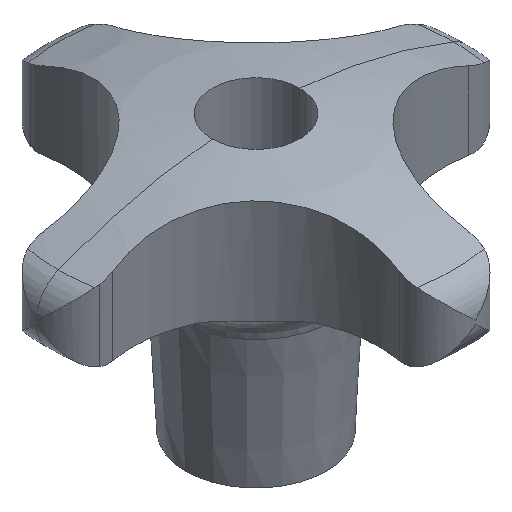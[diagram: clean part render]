
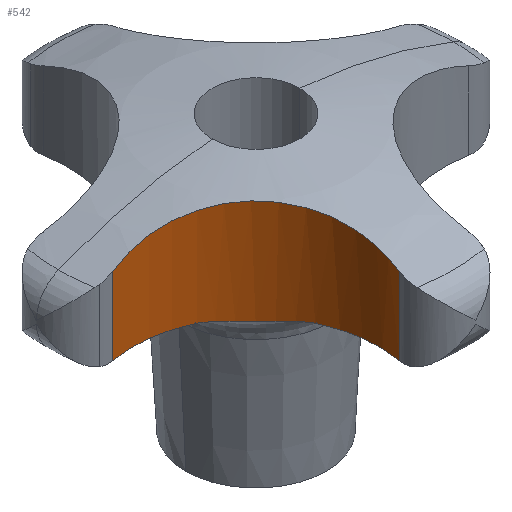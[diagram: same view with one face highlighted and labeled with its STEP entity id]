
A CAD part, isometric view. The second image highlights one B-rep face of the part: STEP entity #542.
In plain terms, the highlighted cylindrical face has radius 28 mm (diameter 56 mm), a partial arc.
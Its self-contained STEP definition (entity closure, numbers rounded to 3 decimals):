
#238=VERTEX_POINT('',#682);
#318=VERTEX_POINT('',#769);
#328=EDGE_CURVE('',#318,#504,#779,.T.);
#412=EDGE_CURVE('',#238,#504,#871,.T.);
#476=EDGE_CURVE('',#318,#536,#940,.T.);
#482=EDGE_CURVE('',#536,#558,#947,.T.);
#504=VERTEX_POINT('',#973);
#536=VERTEX_POINT('',#1010);
#540=EDGE_CURVE('',#558,#588,#1014,.T.);
#542=ADVANCED_FACE('',(#1016),#1017,.F.);
#558=VERTEX_POINT('',#1035);
#570=EDGE_CURVE('',#588,#238,#1047,.T.);
#588=VERTEX_POINT('',#1066);
#682=CARTESIAN_POINT('',(-40.531,-7.864,55.674));
#769=CARTESIAN_POINT('',(-7.864,-40.531,38.0));
#779=LINE('',#1331,#1332);
#871=B_SPLINE_CURVE_WITH_KNOTS('',3,(#1556,#1557,#1558,#1559,#1560,#1561,#1562,#1563,#1564,#1565,#1566,#1567,#1568,#1569,#1570,#1571,#1572,#1573,#1574,#1575,#1576,#1577,#1578,#1579,#1580,#1581,#1582,#1583,#1584,#1585,#1586,#1587,#1588,#1589,#1590,#1591,#1592,#1593),.UNSPECIFIED.,.F.,.F.,(4,2,2,2,2,2,2,2,2,2,2,2,2,2,2,2,2,2,4),(48.185,51.308,54.431,57.554,60.677,63.799,66.922,70.045,73.168,76.266,79.363,82.46,85.558,88.655,91.753,94.85,97.948,101.239,102.162),.UNSPECIFIED.);
#940=CIRCLE('',#1768,28.);
#947=B_SPLINE_CURVE_WITH_KNOTS('',3,(#1776,#1777,#1778,#1779,#1780,#1781,#1782,#1783,#1784,#1785,#1786,#1787,#1788,#1789,#1790,#1791),.UNSPECIFIED.,.F.,.F.,(4,2,2,2,2,2,2,4),(-22.311,-19.198,-15.542,-13.652,-12.169,-10.542,-7.957,-2.823),.UNSPECIFIED.);
#973=CARTESIAN_POINT('',(-7.864,-40.531,55.674));
#1010=CARTESIAN_POINT('',(-10.017,-23.541,38.0));
#1014=CIRCLE('',#1907,28.);
#1016=FACE_OUTER_BOUND('',#1909,.T.);
#1017=CYLINDRICAL_SURFACE('',#1910,28.);
#1035=CARTESIAN_POINT('',(-23.541,-10.017,38.0));
#1047=LINE('',#2016,#2017);
#1066=CARTESIAN_POINT('',(-40.531,-7.864,38.0));
#1331=CARTESIAN_POINT('',(-7.864,-40.531,0.));
#1332=VECTOR('',#2420,1.0);
#1556=CARTESIAN_POINT('',(-40.531,-7.864,55.674));
#1557=CARTESIAN_POINT('',(-39.57,-7.684,56.032));
#1558=CARTESIAN_POINT('',(-38.58,-7.552,56.383));
#1559=CARTESIAN_POINT('',(-36.561,-7.394,57.06));
#1560=CARTESIAN_POINT('',(-35.532,-7.369,57.387));
#1561=CARTESIAN_POINT('',(-33.457,-7.435,58.006));
#1562=CARTESIAN_POINT('',(-32.411,-7.526,58.3));
#1563=CARTESIAN_POINT('',(-30.323,-7.829,58.846));
#1564=CARTESIAN_POINT('',(-29.281,-8.041,59.1));
#1565=CARTESIAN_POINT('',(-27.222,-8.583,59.561));
#1566=CARTESIAN_POINT('',(-26.204,-8.915,59.769));
#1567=CARTESIAN_POINT('',(-24.211,-9.692,60.137));
#1568=CARTESIAN_POINT('',(-23.236,-10.139,60.296));
#1569=CARTESIAN_POINT('',(-21.349,-11.138,60.564));
#1570=CARTESIAN_POINT('',(-20.436,-11.69,60.673));
#1571=CARTESIAN_POINT('',(-18.69,-12.886,60.838));
#1572=CARTESIAN_POINT('',(-17.856,-13.53,60.895));
#1573=CARTESIAN_POINT('',(-16.289,-14.886,60.958));
#1574=CARTESIAN_POINT('',(-15.536,-15.613,60.966));
#1575=CARTESIAN_POINT('',(-14.107,-17.159,60.931));
#1576=CARTESIAN_POINT('',(-13.431,-17.979,60.888));
#1577=CARTESIAN_POINT('',(-12.173,-19.697,60.75));
#1578=CARTESIAN_POINT('',(-11.59,-20.595,60.655));
#1579=CARTESIAN_POINT('',(-10.532,-22.452,60.414));
#1580=CARTESIAN_POINT('',(-10.056,-23.411,60.269));
#1581=CARTESIAN_POINT('',(-9.219,-25.37,59.93));
#1582=CARTESIAN_POINT('',(-8.858,-26.372,59.736));
#1583=CARTESIAN_POINT('',(-8.253,-28.398,59.304));
#1584=CARTESIAN_POINT('',(-8.01,-29.423,59.066));
#1585=CARTESIAN_POINT('',(-7.643,-31.473,58.552));
#1586=CARTESIAN_POINT('',(-7.518,-32.498,58.276));
#1587=CARTESIAN_POINT('',(-7.382,-34.527,57.693));
#1588=CARTESIAN_POINT('',(-7.371,-35.531,57.386));
#1589=CARTESIAN_POINT('',(-7.452,-37.556,56.733));
#1590=CARTESIAN_POINT('',(-7.553,-38.606,56.375));
#1591=CARTESIAN_POINT('',(-7.759,-39.945,55.891));
#1592=CARTESIAN_POINT('',(-7.809,-40.238,55.783));
#1593=CARTESIAN_POINT('',(-7.864,-40.531,55.674));
#1768=AXIS2_PLACEMENT_3D('',#2595,#2596,#2597);
#1776=CARTESIAN_POINT('',(-10.017,-23.541,38.0));
#1777=CARTESIAN_POINT('',(-10.456,-22.602,38.0));
#1778=CARTESIAN_POINT('',(-10.945,-21.69,37.91));
#1779=CARTESIAN_POINT('',(-12.112,-19.776,37.651));
#1780=CARTESIAN_POINT('',(-12.815,-18.775,37.469));
#1781=CARTESIAN_POINT('',(-13.982,-17.326,37.277));
#1782=CARTESIAN_POINT('',(-14.395,-16.848,37.227));
#1783=CARTESIAN_POINT('',(-15.168,-16.011,37.178));
#1784=CARTESIAN_POINT('',(-15.516,-15.655,37.17));
#1785=CARTESIAN_POINT('',(-16.27,-14.923,37.187));
#1786=CARTESIAN_POINT('',(-16.672,-14.554,37.214));
#1787=CARTESIAN_POINT('',(-17.745,-13.627,37.323));
#1788=CARTESIAN_POINT('',(-18.425,-13.094,37.426));
#1789=CARTESIAN_POINT('',(-20.513,-11.604,37.755));
#1790=CARTESIAN_POINT('',(-21.991,-10.741,38.0));
#1791=CARTESIAN_POINT('',(-23.541,-10.017,38.0));
#1907=AXIS2_PLACEMENT_3D('',#2706,#2707,#2708);
#1909=EDGE_LOOP('',(#2710,#2711,#2712,#2713,#2714,#2715));
#1910=AXIS2_PLACEMENT_3D('',#2716,#2717,#2718);
#2016=CARTESIAN_POINT('',(-40.531,-7.864,0.));
#2017=VECTOR('',#2737,1.0);
#2420=DIRECTION('',(0.0,0.,1.0));
#2595=CARTESIAN_POINT('',(-35.387,-35.387,38.0));
#2596=DIRECTION('',(0.,0.,1.0));
#2597=DIRECTION('',(-0.184,0.983,0.));
#2706=CARTESIAN_POINT('',(-35.387,-35.387,38.0));
#2707=DIRECTION('',(0.,0.,1.0));
#2708=DIRECTION('',(-0.184,0.983,0.));
#2710=ORIENTED_EDGE('',*,*,#412,.F.);
#2711=ORIENTED_EDGE('',*,*,#570,.F.);
#2712=ORIENTED_EDGE('',*,*,#540,.F.);
#2713=ORIENTED_EDGE('',*,*,#482,.F.);
#2714=ORIENTED_EDGE('',*,*,#476,.F.);
#2715=ORIENTED_EDGE('',*,*,#328,.T.);
#2716=CARTESIAN_POINT('',(-35.387,-35.387,0.));
#2717=DIRECTION('',(-0.0,0.,-1.0));
#2718=DIRECTION('',(-0.184,0.983,0.));
#2737=DIRECTION('',(0.0,0.,1.0));
